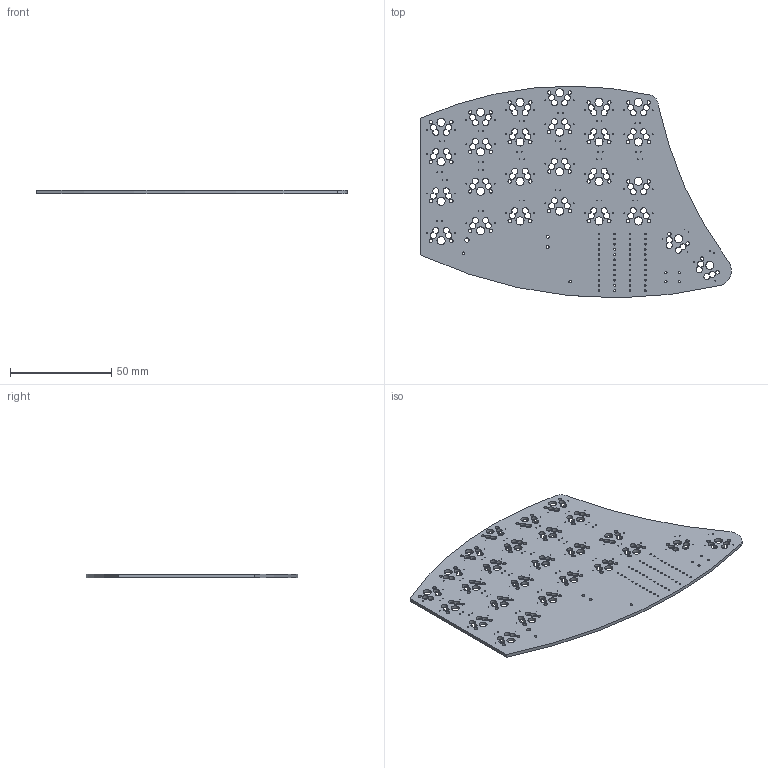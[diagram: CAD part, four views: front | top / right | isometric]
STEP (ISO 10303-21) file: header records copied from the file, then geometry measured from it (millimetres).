
FILE_DESCRIPTION(('KiCad electronic assembly'),'2;1');
FILE_NAME('board.step','2022-05-20T14:34:12',('Pcbnew'),('Kicad'), 'Open CASCADE STEP processor 7.5','KiCad to STEP converter','Unknown' );
FILE_SCHEMA(('AUTOMOTIVE_DESIGN { 1 0 10303 214 1 1 1 1 }'));
Length unit declared in the file: millimetre
Products named in the file (2): board 1; _autosave-board PCB
Assembly tree (1 placements, depth 2):
  board 1
    _autosave-board PCB
Bounding box: 153.41 x 104.5 x 1.6 mm (x, y, z)
Volume: 18386.6 mm3; surface area: 26522.4 mm2
Topology: 1 solids, 1 shells, 455 faces, 1359 edges, 906 vertices
Faces by surface type: cylinder 452, plane 3
Full cylindrical faces by diameter (mm): 0.4 x104, 0.8 x48, 1.1 x4, 1.19 x2, 1.52 x2, 1.702 x52, 2.1 x1, 3.988 x26
Entity records: 34547 total; most frequent: DIRECTION 5687, CARTESIAN_POINT 5648, ORIENTED_EDGE 2718, PCURVE 2718, DEFINITIONAL_REPRESENTATION 2718, LINE 2061, VECTOR 2061, CIRCLE 1808
